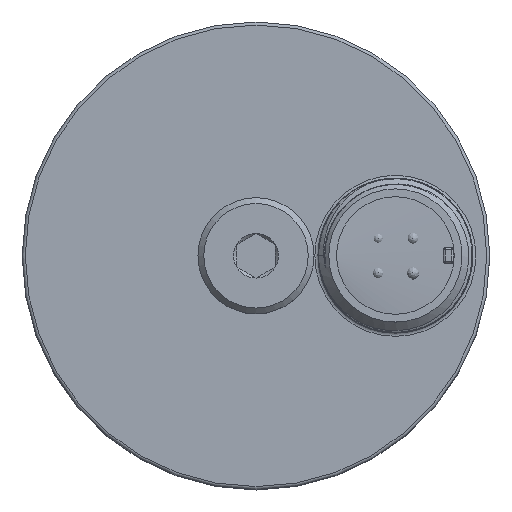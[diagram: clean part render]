
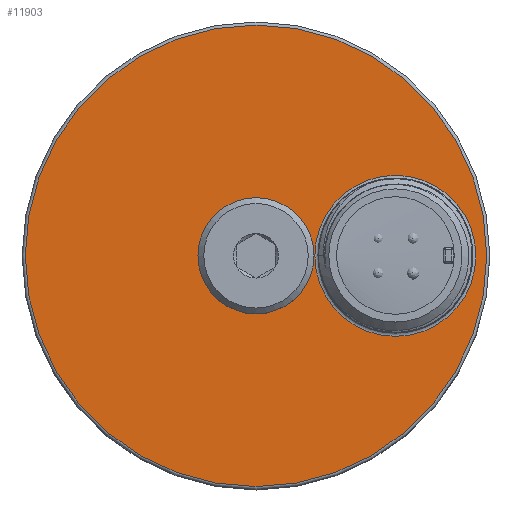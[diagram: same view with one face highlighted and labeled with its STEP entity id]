
A CAD part, top view. The second image highlights one B-rep face of the part: STEP entity #11903.
In plain terms, the highlighted planar face has unit normal (0, 0, 1).
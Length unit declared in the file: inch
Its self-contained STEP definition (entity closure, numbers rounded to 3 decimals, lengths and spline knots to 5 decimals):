
#1618=FACE_BOUND('',#2746,.T.);
#1619=FACE_BOUND('',#2747,.T.);
#1731=PLANE('',#13060);
#1999=FACE_OUTER_BOUND('',#2745,.T.);
#2745=EDGE_LOOP('',(#8662,#8663));
#2746=EDGE_LOOP('',(#8664));
#2747=EDGE_LOOP('',(#8665,#8666));
#4793=CIRCLE('',#13051,0.1705);
#4794=CIRCLE('',#13052,0.1705);
#4795=CIRCLE('',#13055,0.745);
#4799=CIRCLE('',#13059,0.745);
#4800=CIRCLE('',#13061,0.26);
#5487=VERTEX_POINT('',#17523);
#5488=VERTEX_POINT('',#17524);
#5489=VERTEX_POINT('',#17531);
#5490=VERTEX_POINT('',#17532);
#5493=VERTEX_POINT('',#17541);
#6665=EDGE_CURVE('',#5487,#5488,#4793,.T.);
#6666=EDGE_CURVE('',#5488,#5487,#4794,.T.);
#6669=EDGE_CURVE('',#5489,#5490,#4795,.T.);
#6673=EDGE_CURVE('',#5490,#5489,#4799,.T.);
#6674=EDGE_CURVE('',#5493,#5493,#4800,.T.);
#8662=ORIENTED_EDGE('',*,*,#6669,.F.);
#8663=ORIENTED_EDGE('',*,*,#6673,.F.);
#8664=ORIENTED_EDGE('',*,*,#6674,.F.);
#8665=ORIENTED_EDGE('',*,*,#6665,.T.);
#8666=ORIENTED_EDGE('',*,*,#6666,.T.);
#11903=ADVANCED_FACE('',(#1999,#1618,#1619),#1731,.T.);
#13051=AXIS2_PLACEMENT_3D('',#17525,#14576,#14577);
#13052=AXIS2_PLACEMENT_3D('',#17526,#14578,#14579);
#13055=AXIS2_PLACEMENT_3D('',#17533,#14586,#14587);
#13059=AXIS2_PLACEMENT_3D('',#17539,#14594,#14595);
#13060=AXIS2_PLACEMENT_3D('',#17540,#14596,#14597);
#13061=AXIS2_PLACEMENT_3D('',#17542,#14598,#14599);
#14576=DIRECTION('center_axis',(0.,0.,-1.));
#14577=DIRECTION('ref_axis',(1.,0.,0.));
#14578=DIRECTION('center_axis',(0.,0.,-1.));
#14579=DIRECTION('ref_axis',(1.,0.,0.));
#14586=DIRECTION('center_axis',(0.,0.,-1.));
#14587=DIRECTION('ref_axis',(-1.,0.,0.));
#14594=DIRECTION('center_axis',(0.,0.,-1.));
#14595=DIRECTION('ref_axis',(-1.,0.,0.));
#14596=DIRECTION('center_axis',(0.,0.,1.));
#14597=DIRECTION('ref_axis',(1.,0.,0.));
#14598=DIRECTION('center_axis',(0.,0.,1.));
#14599=DIRECTION('ref_axis',(-1.,0.,0.));
#17523=CARTESIAN_POINT('',(0.1705,0.,0.07));
#17524=CARTESIAN_POINT('',(-0.1705,0.,0.07));
#17525=CARTESIAN_POINT('Origin',(0.,0.,0.07));
#17526=CARTESIAN_POINT('Origin',(0.,0.,0.07));
#17531=CARTESIAN_POINT('',(0.745,0.,0.07));
#17532=CARTESIAN_POINT('',(-0.745,0.,0.07));
#17533=CARTESIAN_POINT('Origin',(0.,0.,0.07));
#17539=CARTESIAN_POINT('Origin',(0.,0.,0.07));
#17540=CARTESIAN_POINT('Origin',(0.,0.,0.07));
#17541=CARTESIAN_POINT('',(-0.19,0.,0.07));
#17542=CARTESIAN_POINT('Origin',(-0.45,0.,0.07));
